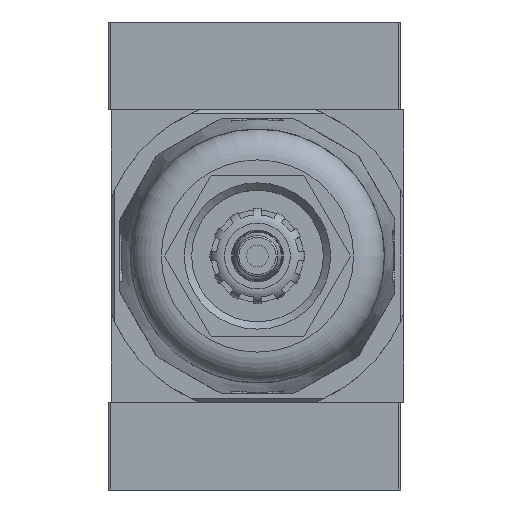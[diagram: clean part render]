
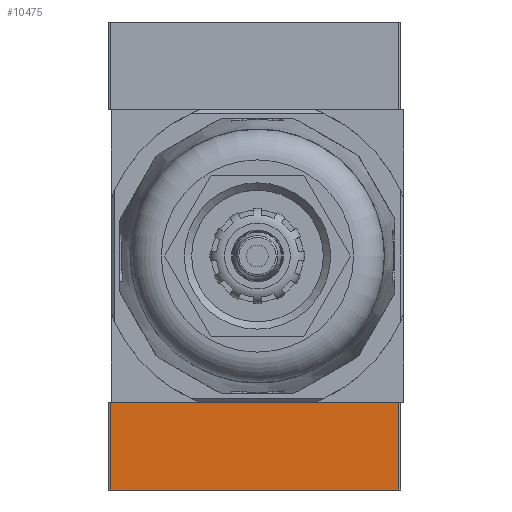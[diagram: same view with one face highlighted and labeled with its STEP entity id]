
A CAD part, front view. The second image highlights one B-rep face of the part: STEP entity #10475.
In plain terms, the highlighted face is planar.
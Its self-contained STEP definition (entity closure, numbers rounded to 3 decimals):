
#601=LINE('',#16391,#1161);
#602=LINE('',#16395,#1162);
#603=LINE('',#16397,#1163);
#604=LINE('',#16399,#1164);
#1161=VECTOR('',#13204,1000.);
#1162=VECTOR('',#13209,1000.);
#1163=VECTOR('',#13210,1000.);
#1164=VECTOR('',#13211,1000.);
#1554=PLANE('',#11299);
#3297=ORIENTED_EDGE('',*,*,#4971,.T.);
#3298=ORIENTED_EDGE('',*,*,#4972,.F.);
#3299=ORIENTED_EDGE('',*,*,#4973,.F.);
#3300=ORIENTED_EDGE('',*,*,#4969,.T.);
#4969=EDGE_CURVE('',#5945,#5944,#601,.T.);
#4971=EDGE_CURVE('',#5944,#5946,#602,.T.);
#4972=EDGE_CURVE('',#5947,#5946,#603,.T.);
#4973=EDGE_CURVE('',#5945,#5947,#604,.T.);
#5944=VERTEX_POINT('',#16390);
#5945=VERTEX_POINT('',#16392);
#5946=VERTEX_POINT('',#16396);
#5947=VERTEX_POINT('',#16398);
#7094=EDGE_LOOP('',(#3297,#3298,#3299,#3300));
#7770=FACE_BOUND('',#7094,.T.);
#10475=ADVANCED_FACE('',(#7770),#1554,.F.);
#11299=AXIS2_PLACEMENT_3D('',#16394,#13207,#13208);
#13204=DIRECTION('',(0.,0.,-1.));
#13207=DIRECTION('',(0.,-1.,0.));
#13208=DIRECTION('',(0.,0.,-1.));
#13209=DIRECTION('',(-1.,0.,0.));
#13210=DIRECTION('',(0.,0.,-1.));
#13211=DIRECTION('',(-1.,0.,0.));
#16390=CARTESIAN_POINT('',(19.7,10.,-6.));
#16391=CARTESIAN_POINT('',(19.7,10.,6.));
#16392=CARTESIAN_POINT('',(19.7,10.,6.));
#16394=CARTESIAN_POINT('',(19.7,10.,6.));
#16395=CARTESIAN_POINT('',(19.7,10.,-6.));
#16396=CARTESIAN_POINT('',(-19.7,10.,-6.));
#16397=CARTESIAN_POINT('',(-19.7,10.,6.));
#16398=CARTESIAN_POINT('',(-19.7,10.,6.));
#16399=CARTESIAN_POINT('',(19.7,10.,6.));
